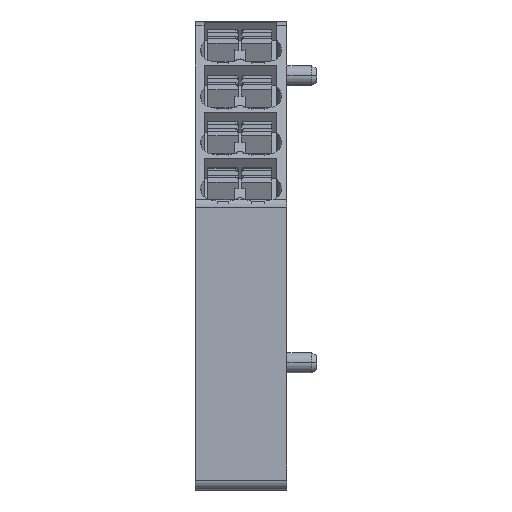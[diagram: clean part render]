
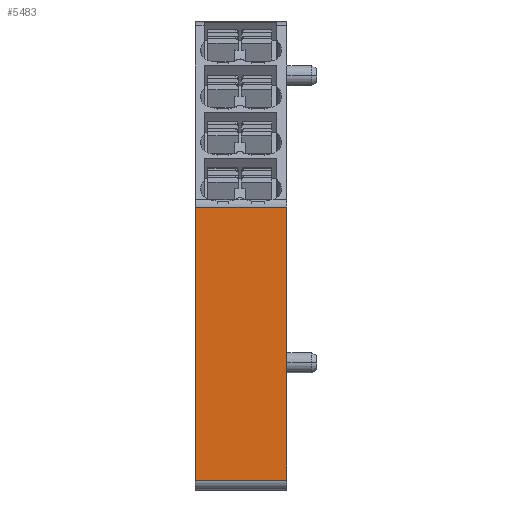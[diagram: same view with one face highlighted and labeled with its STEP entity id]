
A CAD part, front view. The second image highlights one B-rep face of the part: STEP entity #5483.
In plain terms, the highlighted planar face has unit normal (0, -1, 0).
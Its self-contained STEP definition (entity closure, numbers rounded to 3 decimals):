
#5463=AXIS2_PLACEMENT_3D('Plane Axis2P3D',#5460,#5461,#5462) ;
#526=CARTESIAN_POINT('Vertex',(9.2,0.,28.397)) ;
#529=CARTESIAN_POINT('Line Origine',(9.2,0.,14.699)) ;
#533=CARTESIAN_POINT('Vertex',(9.2,0.,1.)) ;
#5382=CARTESIAN_POINT('Vertex',(0.,0.,28.397)) ;
#5385=CARTESIAN_POINT('Line Origine',(4.6,0.,28.397)) ;
#5460=CARTESIAN_POINT('Axis2P3D Location',(0.,0.,10.6)) ;
#5465=CARTESIAN_POINT('Line Origine',(0.,0.,14.699)) ;
#5469=CARTESIAN_POINT('Vertex',(0.,0.,1.)) ;
#5472=CARTESIAN_POINT('Line Origine',(4.6,0.,1.)) ;
#530=DIRECTION('Vector Direction',(0.,0.,-1.)) ;
#5386=DIRECTION('Vector Direction',(-1.,0.,0.)) ;
#5461=DIRECTION('Axis2P3D Direction',(0.,1.,0.)) ;
#5462=DIRECTION('Axis2P3D XDirection',(0.,0.,1.)) ;
#5466=DIRECTION('Vector Direction',(0.,0.,-1.)) ;
#5473=DIRECTION('Vector Direction',(1.,0.,0.)) ;
#531=VECTOR('Line Direction',#530,1.) ;
#5387=VECTOR('Line Direction',#5386,1.) ;
#5467=VECTOR('Line Direction',#5466,1.) ;
#5474=VECTOR('Line Direction',#5473,1.) ;
#5478=ORIENTED_EDGE('',*,*,#535,.T.) ;
#5479=ORIENTED_EDGE('',*,*,#5389,.F.) ;
#5480=ORIENTED_EDGE('',*,*,#5471,.F.) ;
#5481=ORIENTED_EDGE('',*,*,#5476,.T.) ;
#5483=ADVANCED_FACE('KLTR',(#5482),#5464,.F.) ;
#535=EDGE_CURVE('',#534,#527,#532,.F.) ;
#5389=EDGE_CURVE('',#5383,#527,#5388,.F.) ;
#5471=EDGE_CURVE('',#5470,#5383,#5468,.F.) ;
#5476=EDGE_CURVE('',#5470,#534,#5475,.T.) ;
#5477=EDGE_LOOP('',(#5478,#5479,#5480,#5481)) ;
#5482=FACE_OUTER_BOUND('',#5477,.T.) ;
#532=LINE('Line',#529,#531) ;
#5388=LINE('Line',#5385,#5387) ;
#5468=LINE('Line',#5465,#5467) ;
#5475=LINE('Line',#5472,#5474) ;
#5464=PLANE('',#5463) ;
#527=VERTEX_POINT('',#526) ;
#534=VERTEX_POINT('',#533) ;
#5383=VERTEX_POINT('',#5382) ;
#5470=VERTEX_POINT('',#5469) ;
